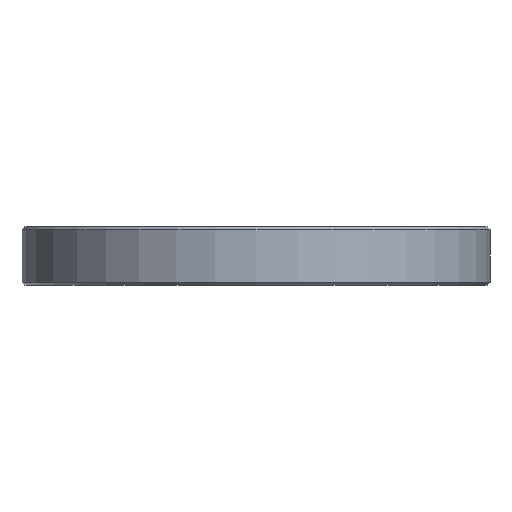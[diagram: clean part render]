
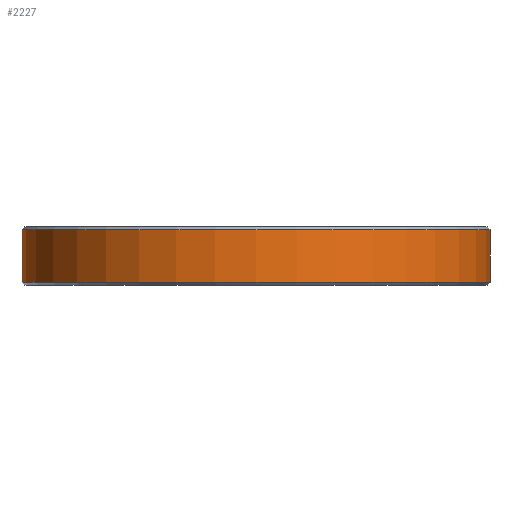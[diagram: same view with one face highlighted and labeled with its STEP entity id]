
A CAD part, front view. The second image highlights one B-rep face of the part: STEP entity #2227.
In plain terms, the highlighted cylindrical face has radius 10 mm (diameter 20 mm), a full revolution.
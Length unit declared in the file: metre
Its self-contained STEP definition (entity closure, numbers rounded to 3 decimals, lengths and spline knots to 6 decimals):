
#24=CYLINDRICAL_SURFACE('',#2414,0.01);
#600=ORIENTED_EDGE('',*,*,#1261,.T.);
#601=ORIENTED_EDGE('',*,*,#1262,.T.);
#1261=EDGE_CURVE('',#1588,#1588,#1774,.F.);
#1262=EDGE_CURVE('',#1589,#1589,#1775,.T.);
#1588=VERTEX_POINT('',#3549);
#1589=VERTEX_POINT('',#3551);
#1774=CIRCLE('',#2415,0.01);
#1775=CIRCLE('',#2416,0.01);
#1863=EDGE_LOOP('',(#600));
#1864=EDGE_LOOP('',(#601));
#2013=FACE_BOUND('',#1863,.T.);
#2014=FACE_BOUND('',#1864,.T.);
#2227=ADVANCED_FACE('',(#2013,#2014),#24,.T.);
#2414=AXIS2_PLACEMENT_3D('',#3547,#2768,#2769);
#2415=AXIS2_PLACEMENT_3D('',#3548,#2770,#2771);
#2416=AXIS2_PLACEMENT_3D('',#3550,#2772,#2773);
#2768=DIRECTION('',(0.,0.,1.));
#2769=DIRECTION('',(0.,-1.,0.));
#2770=DIRECTION('',(0.,0.,1.));
#2771=DIRECTION('',(1.,0.,0.));
#2772=DIRECTION('',(0.,0.,1.));
#2773=DIRECTION('',(1.,0.,0.));
#3547=CARTESIAN_POINT('',(0.,0.,-0.002));
#3548=CARTESIAN_POINT('',(0.,0.,0.000373));
#3549=CARTESIAN_POINT('',(0.01,0.,0.000373));
#3550=CARTESIAN_POINT('',(0.,0.,-0.001873));
#3551=CARTESIAN_POINT('',(0.01,0.,-0.001873));
